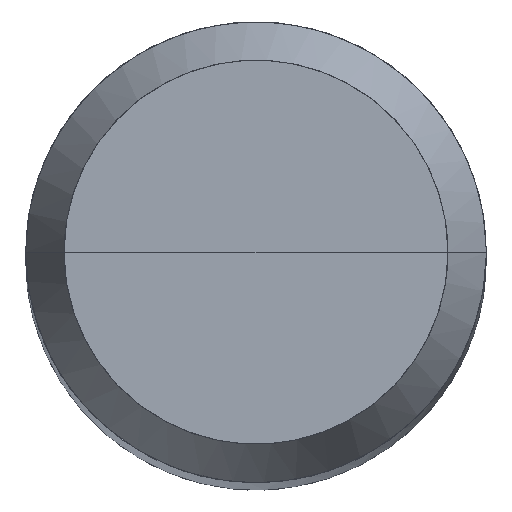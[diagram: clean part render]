
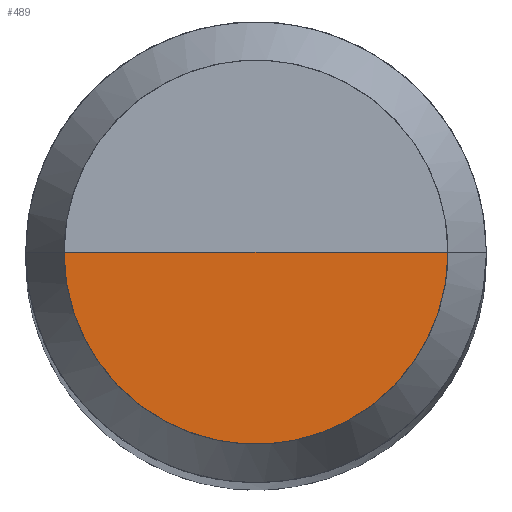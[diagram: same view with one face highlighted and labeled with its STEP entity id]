
A CAD part, top view. The second image highlights one B-rep face of the part: STEP entity #489.
In plain terms, the highlighted free-form (B-spline) face has degree [1, 2] with [2, 5] control points.
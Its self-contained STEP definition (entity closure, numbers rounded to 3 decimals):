
#107=CARTESIAN_POINT('',(2.5,0.0,56.1));
#111=CARTESIAN_POINT('',(-2.5,0.0,56.1));
#112=CARTESIAN_POINT('',(0.0,0.0,56.1));
#143=CARTESIAN_POINT('',(-2.5,-2.5,56.1));
#144=CARTESIAN_POINT('',(0.0,-2.5,56.1));
#145=CARTESIAN_POINT('',(2.5,-2.5,56.1));
#474=(
BOUNDED_SURFACE()
B_SPLINE_SURFACE(1,2,(
(#111,#143,#144,#145,#107),
(#112,#112,#112,#112,#112)
), .UNSPECIFIED.,.F.,.F.,.F.)
B_SPLINE_SURFACE_WITH_KNOTS((2,2),(3,2,3),(
0.0,1.0),(
0.0,0.5,1.0), .UNSPECIFIED.)
GEOMETRIC_REPRESENTATION_ITEM()
RATIONAL_B_SPLINE_SURFACE(((1.0,0.707,1.0,0.707,1.0),
(1.0,0.707,1.0,0.707,1.0)
))
REPRESENTATION_ITEM('')
SURFACE()
);
#475=(
BOUNDED_CURVE()
B_SPLINE_CURVE(2,(#107,#145,#144,#143,#111),.UNSPECIFIED.,.F.,.F.)
B_SPLINE_CURVE_WITH_KNOTS((3,2,3),
(0.0,0.5,1.0),.UNSPECIFIED.)
CURVE()
GEOMETRIC_REPRESENTATION_ITEM()
RATIONAL_B_SPLINE_CURVE((1.0,0.707,1.0,0.707,1.0))
REPRESENTATION_ITEM('')
);
#476=(
BOUNDED_CURVE()
B_SPLINE_CURVE(1,(#111,#112),.UNSPECIFIED.,.F.,.F.)
B_SPLINE_CURVE_WITH_KNOTS((2,2),
(0.0,1.0),.UNSPECIFIED.)
CURVE()
GEOMETRIC_REPRESENTATION_ITEM()
RATIONAL_B_SPLINE_CURVE((1.0,1.0))
REPRESENTATION_ITEM('')
);
#477=(
BOUNDED_CURVE()
B_SPLINE_CURVE(1,(#112,#107),.UNSPECIFIED.,.F.,.F.)
B_SPLINE_CURVE_WITH_KNOTS((2,2),
(0.0,1.0),.UNSPECIFIED.)
CURVE()
GEOMETRIC_REPRESENTATION_ITEM()
RATIONAL_B_SPLINE_CURVE((1.0,1.0))
REPRESENTATION_ITEM('')
);
#478=VERTEX_POINT('',#107);
#479=VERTEX_POINT('',#111);
#480=VERTEX_POINT('',#112);
#481=EDGE_CURVE('',#478,#479,#475,.T.);
#482=EDGE_CURVE('',#479,#480,#476,.T.);
#483=EDGE_CURVE('',#480,#478,#477,.T.);
#484=ORIENTED_EDGE('',*,*,#481,.T.);
#485=ORIENTED_EDGE('',*,*,#482,.T.);
#486=ORIENTED_EDGE('',*,*,#483,.T.);
#487=EDGE_LOOP('',(#484,#485,#486));
#488=FACE_OUTER_BOUND('',#487,.T.);
#489=ADVANCED_FACE('',(#488),#474,.T.);
